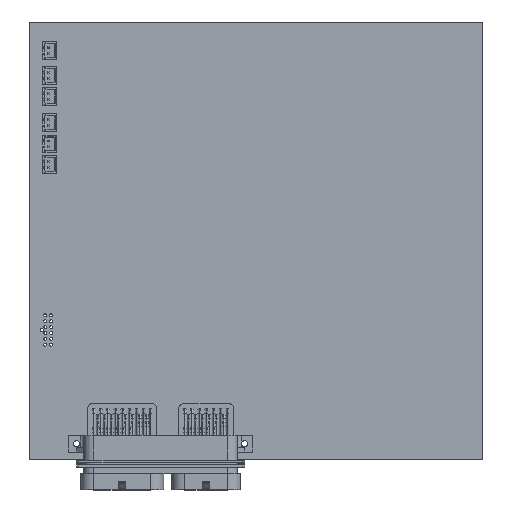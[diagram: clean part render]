
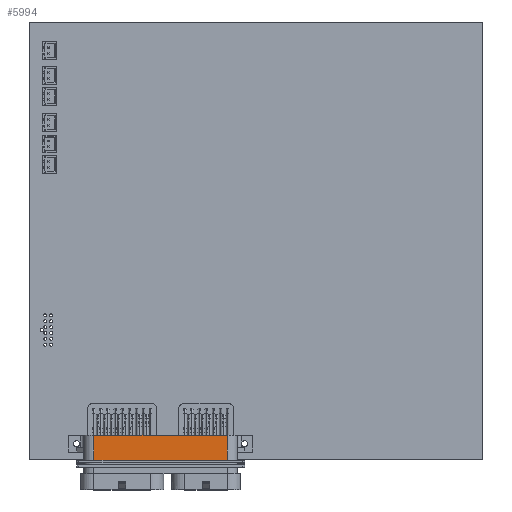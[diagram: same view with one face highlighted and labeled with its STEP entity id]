
A CAD part, top view. The second image highlights one B-rep face of the part: STEP entity #5994.
In plain terms, the highlighted face is planar.
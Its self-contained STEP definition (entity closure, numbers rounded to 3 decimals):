
#5769 = VERTEX_POINT('',#5770);
#5770 = CARTESIAN_POINT('',(-31.25,10.7,-12.5));
#5777 = EDGE_CURVE('',#5778,#5769,#5780,.T.);
#5778 = VERTEX_POINT('',#5779);
#5779 = CARTESIAN_POINT('',(25.25,10.7,-12.5));
#5780 = LINE('',#5781,#5782);
#5781 = CARTESIAN_POINT('',(25.25,10.7,-12.5));
#5782 = VECTOR('',#5783,1.);
#5783 = DIRECTION('',(-1.,0.,0.));
#5949 = EDGE_CURVE('',#5769,#5950,#5952,.T.);
#5950 = VERTEX_POINT('',#5951);
#5951 = CARTESIAN_POINT('',(-31.25,10.7,-23.));
#5952 = LINE('',#5953,#5954);
#5953 = CARTESIAN_POINT('',(-31.25,10.7,-12.5));
#5954 = VECTOR('',#5955,1.);
#5955 = DIRECTION('',(0.,0.,-1.));
#5994 = ADVANCED_FACE('',(#5995),#6013,.T.);
#5995 = FACE_BOUND('',#5996,.F.);
#5996 = EDGE_LOOP('',(#5997,#5998,#5999,#6007));
#5997 = ORIENTED_EDGE('',*,*,#5777,.T.);
#5998 = ORIENTED_EDGE('',*,*,#5949,.T.);
#5999 = ORIENTED_EDGE('',*,*,#6000,.F.);
#6000 = EDGE_CURVE('',#6001,#5950,#6003,.T.);
#6001 = VERTEX_POINT('',#6002);
#6002 = CARTESIAN_POINT('',(25.25,10.7,-23.));
#6003 = LINE('',#6004,#6005);
#6004 = CARTESIAN_POINT('',(25.25,10.7,-23.));
#6005 = VECTOR('',#6006,1.);
#6006 = DIRECTION('',(-1.,0.,0.));
#6007 = ORIENTED_EDGE('',*,*,#6008,.F.);
#6008 = EDGE_CURVE('',#5778,#6001,#6009,.T.);
#6009 = LINE('',#6010,#6011);
#6010 = CARTESIAN_POINT('',(25.25,10.7,-12.5));
#6011 = VECTOR('',#6012,1.);
#6012 = DIRECTION('',(0.,0.,-1.));
#6013 = PLANE('',#6014);
#6014 = AXIS2_PLACEMENT_3D('',#6015,#6016,#6017);
#6015 = CARTESIAN_POINT('',(25.25,10.7,0.));
#6016 = DIRECTION('',(0.,1.,0.));
#6017 = DIRECTION('',(-1.,0.,0.));
